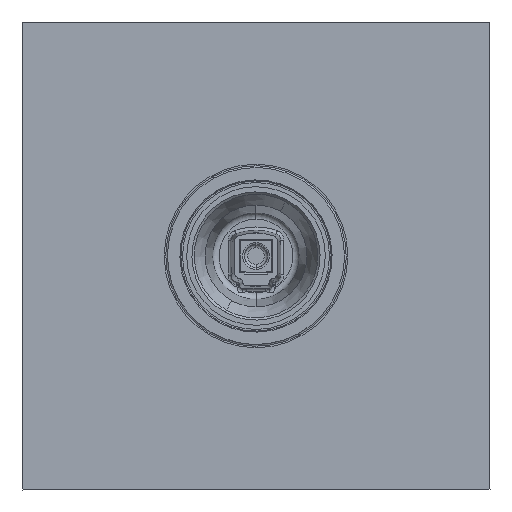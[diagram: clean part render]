
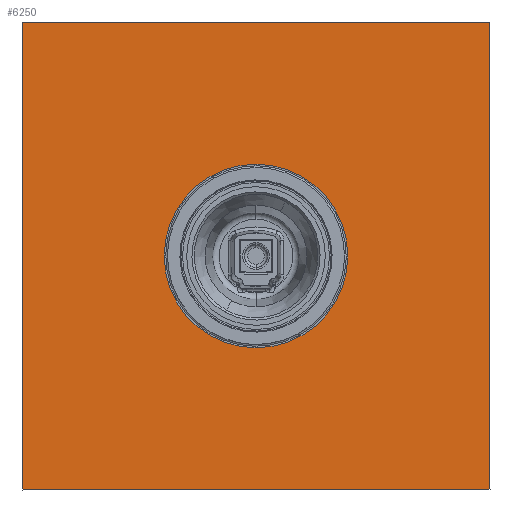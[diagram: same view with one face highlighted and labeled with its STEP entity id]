
A CAD part, front view. The second image highlights one B-rep face of the part: STEP entity #6250.
In plain terms, the highlighted planar face has unit normal (0, -1, 0).
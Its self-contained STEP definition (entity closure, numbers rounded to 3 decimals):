
#6040=CARTESIAN_POINT('Vertex',(-70.079,52.,69.921)) ;
#6054=CARTESIAN_POINT('Vertex',(-69.921,52.,-70.079)) ;
#6057=CARTESIAN_POINT('Line Origine',(-70.,52.,-0.079)) ;
#6085=CARTESIAN_POINT('Vertex',(70.079,52.,-69.921)) ;
#6088=CARTESIAN_POINT('Line Origine',(0.079,52.,-70.)) ;
#6116=CARTESIAN_POINT('Vertex',(69.921,52.,70.079)) ;
#6119=CARTESIAN_POINT('Line Origine',(70.,52.,0.079)) ;
#6141=CARTESIAN_POINT('Line Origine',(-0.079,52.,70.)) ;
#6158=CARTESIAN_POINT('Axis2P3D Location',(0.,52.,0.)) ;
#6162=CARTESIAN_POINT('Vertex',(-27.5,52.,-0.031)) ;
#6164=CARTESIAN_POINT('Vertex',(27.5,52.,0.031)) ;
#6193=CARTESIAN_POINT('Axis2P3D Location',(0.,52.,0.)) ;
#6235=CARTESIAN_POINT('Axis2P3D Location',(0.,52.,0.)) ;
#6058=DIRECTION('Vector Direction',(0.001,0.,-1.)) ;
#6089=DIRECTION('Vector Direction',(-1.,0.,-0.001)) ;
#6120=DIRECTION('Vector Direction',(-0.001,0.,1.)) ;
#6142=DIRECTION('Vector Direction',(1.,0.,0.001)) ;
#6159=DIRECTION('Axis2P3D Direction',(0.,-1.,0.)) ;
#6194=DIRECTION('Axis2P3D Direction',(0.,-1.,0.)) ;
#6236=DIRECTION('Axis2P3D Direction',(0.,-1.,0.)) ;
#6237=DIRECTION('Axis2P3D XDirection',(1.,0.,0.001)) ;
#6160=AXIS2_PLACEMENT_3D('Circle Axis2P3D',#6158,#6159,$) ;
#6195=AXIS2_PLACEMENT_3D('Circle Axis2P3D',#6193,#6194,$) ;
#6238=AXIS2_PLACEMENT_3D('Plane Axis2P3D',#6235,#6236,#6237) ;
#6241=ORIENTED_EDGE('',*,*,#6061,.T.) ;
#6242=ORIENTED_EDGE('',*,*,#6092,.T.) ;
#6243=ORIENTED_EDGE('',*,*,#6123,.T.) ;
#6244=ORIENTED_EDGE('',*,*,#6145,.T.) ;
#6247=ORIENTED_EDGE('',*,*,#6166,.F.) ;
#6248=ORIENTED_EDGE('',*,*,#6197,.F.) ;
#6249=FACE_BOUND('',#6246,.T.) ;
#6059=VECTOR('Line Direction',#6058,1.) ;
#6090=VECTOR('Line Direction',#6089,1.) ;
#6121=VECTOR('Line Direction',#6120,1.) ;
#6143=VECTOR('Line Direction',#6142,1.) ;
#6250=ADVANCED_FACE('PartBody',(#6245,#6249),#6239,.T.) ;
#6161=CIRCLE('generated circle',#6160,27.5) ;
#6196=CIRCLE('generated circle',#6195,27.5) ;
#6061=EDGE_CURVE('',#6041,#6055,#6060,.T.) ;
#6092=EDGE_CURVE('',#6055,#6086,#6091,.F.) ;
#6123=EDGE_CURVE('',#6086,#6117,#6122,.T.) ;
#6145=EDGE_CURVE('',#6117,#6041,#6144,.F.) ;
#6166=EDGE_CURVE('',#6163,#6165,#6161,.T.) ;
#6197=EDGE_CURVE('',#6165,#6163,#6196,.T.) ;
#6240=EDGE_LOOP('',(#6241,#6242,#6243,#6244)) ;
#6246=EDGE_LOOP('',(#6247,#6248)) ;
#6245=FACE_OUTER_BOUND('',#6240,.T.) ;
#6060=LINE('Line',#6057,#6059) ;
#6091=LINE('Line',#6088,#6090) ;
#6122=LINE('Line',#6119,#6121) ;
#6144=LINE('Line',#6141,#6143) ;
#6239=PLANE('',#6238) ;
#6041=VERTEX_POINT('',#6040) ;
#6055=VERTEX_POINT('',#6054) ;
#6086=VERTEX_POINT('',#6085) ;
#6117=VERTEX_POINT('',#6116) ;
#6163=VERTEX_POINT('',#6162) ;
#6165=VERTEX_POINT('',#6164) ;
